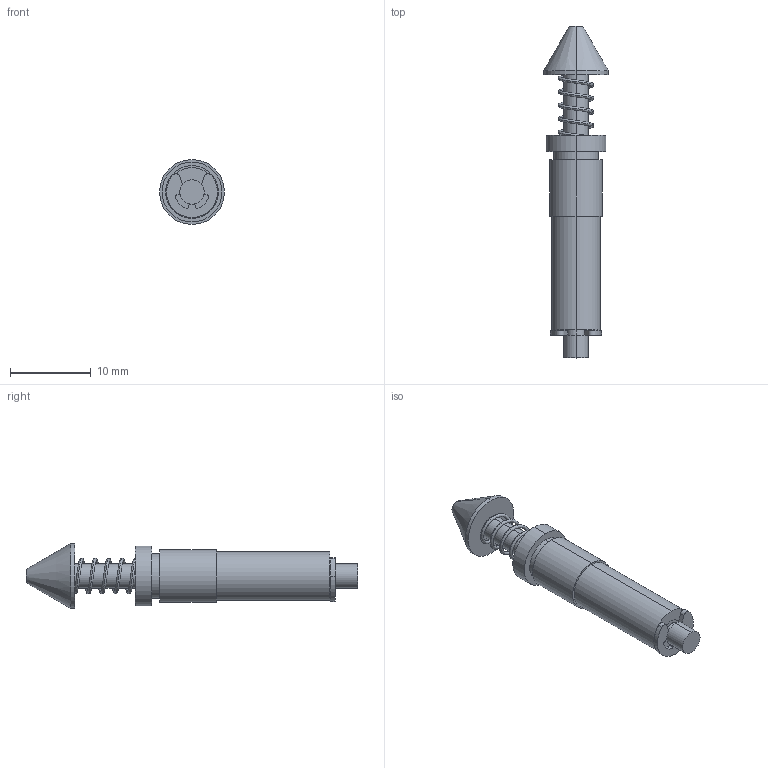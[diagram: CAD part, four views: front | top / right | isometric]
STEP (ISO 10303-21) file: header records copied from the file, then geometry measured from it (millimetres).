
FILE_DESCRIPTION (( 'STEP AP214' ), '1' );
FILE_NAME ('INGUN_47042.STEP', '2020-08-24T09:39:19', ( '' ), ( '' ), 'SwSTEP 2.0', 'SolidWorks 2018', '' );
FILE_SCHEMA (( 'AUTOMOTIVE_DESIGN' ));
Length unit declared in the file: millimetre
Products named in the file (1): INGUN_47042
Bounding box: 8 x 41 x 8 mm (x, y, z)
Volume: 970.9 mm3; surface area: 952.1 mm2
Topology: 2 solids, 2 shells, 54 faces, 126 edges, 84 vertices
Faces by surface type: cylinder 32, plane 18, cone 2, bspline 2
Entity records: 7806 total; most frequent: CARTESIAN_POINT 6303, DIRECTION 294, ORIENTED_EDGE 252, EDGE_CURVE 126, AXIS2_PLACEMENT_3D 121, VERTEX_POINT 84, CIRCLE 68, EDGE_LOOP 64
